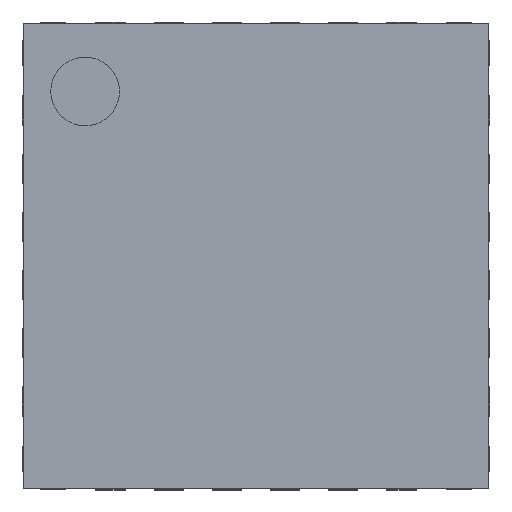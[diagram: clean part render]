
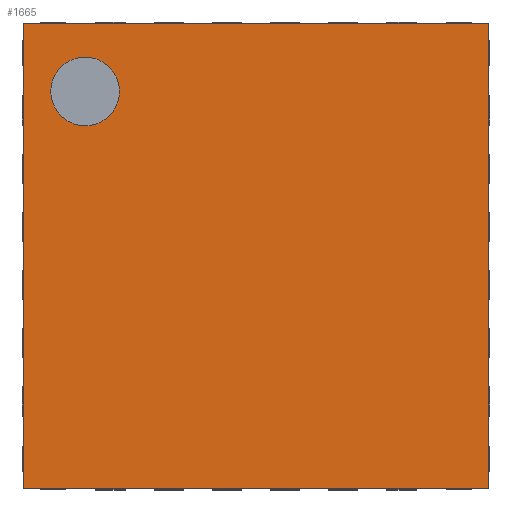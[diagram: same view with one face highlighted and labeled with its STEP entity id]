
A CAD part, top view. The second image highlights one B-rep face of the part: STEP entity #1665.
In plain terms, the highlighted planar face has unit normal (0, 0, 1).
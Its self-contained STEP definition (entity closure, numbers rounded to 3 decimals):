
#114 = EDGE_LOOP ( 'NONE', ( #13044, #1925 ) ) ;
#152 = B_SPLINE_CURVE_WITH_KNOTS ( 'NONE', 3,
 ( #12995, #2676, #7393, #611, #5146, #9725, #14263, #2890, #12119, #1872, #12028 ),
 .UNSPECIFIED., .F., .F.,
 ( 4, 1, 1, 1, 1, 1, 1, 1, 4 ),
 ( 0.5, 0.562, 0.625, 0.687, 0.75, 0.812, 0.875, 0.938, 1. ),
 .UNSPECIFIED. ) ;
#199 = DIRECTION ( 'NONE',  ( 0., -1., 0. ) ) ;
#513 = CARTESIAN_POINT ( 'NONE',  ( -1.173, 1.412, 0.95 ) ) ;
#611 = CARTESIAN_POINT ( 'NONE',  ( -1.682, 1.626, 0.95 ) ) ;
#1115 = VECTOR ( 'NONE', #199, 1000. ) ;
#1132 = VERTEX_POINT ( 'NONE', #8894 ) ;
#1164 = LINE ( 'NONE', #5718, #1115 ) ;
#1215 = CARTESIAN_POINT ( 'NONE',  ( -2., 2., 0.95 ) ) ;
#1655 = DIRECTION ( 'NONE',  ( 0., 0., 1. ) ) ;
#1665 = ADVANCED_FACE ( 'NONE', ( #7249, #4083 ), #11892, .T. ) ;
#1872 = CARTESIAN_POINT ( 'NONE',  ( -1.173, 1.451, 0.95 ) ) ;
#1925 = ORIENTED_EDGE ( 'NONE', *, *, #14470, .T. ) ;
#2418 = VERTEX_POINT ( 'NONE', #513 ) ;
#2472 = CARTESIAN_POINT ( 'NONE',  ( -1.352, 1.133, 0.95 ) ) ;
#2676 = CARTESIAN_POINT ( 'NONE',  ( -1.763, 1.451, 0.95 ) ) ;
#2890 = CARTESIAN_POINT ( 'NONE',  ( -1.254, 1.626, 0.95 ) ) ;
#3524 = LINE ( 'NONE', #9229, #9532 ) ;
#3751 = CARTESIAN_POINT ( 'NONE',  ( -2., -2., 0.95 ) ) ;
#4083 = FACE_BOUND ( 'NONE', #114, .T. ) ;
#4165 = CARTESIAN_POINT ( 'NONE',  ( -1.763, 1.412, 0.95 ) ) ;
#4691 = EDGE_CURVE ( 'NONE', #9629, #10396, #1164, .T. ) ;
#4886 = ORIENTED_EDGE ( 'NONE', *, *, #4956, .T. ) ;
#4956 = EDGE_CURVE ( 'NONE', #6991, #9629, #6737, .T. ) ;
#5087 = CARTESIAN_POINT ( 'NONE',  ( -1.584, 1.133, 0.95 ) ) ;
#5146 = CARTESIAN_POINT ( 'NONE',  ( -1.584, 1.691, 0.95 ) ) ;
#5241 = CARTESIAN_POINT ( 'NONE',  ( -1.763, 1.373, 0.95 ) ) ;
#5484 = DIRECTION ( 'NONE',  ( 0., 1., 0. ) ) ;
#5643 = CARTESIAN_POINT ( 'NONE',  ( -2., 2., 0.95 ) ) ;
#5718 = CARTESIAN_POINT ( 'NONE',  ( -2., 2., 0.95 ) ) ;
#6312 = CARTESIAN_POINT ( 'NONE',  ( -1.747, 1.296, 0.95 ) ) ;
#6447 = EDGE_CURVE ( 'NONE', #10396, #1132, #7165, .T. ) ;
#6701 = ORIENTED_EDGE ( 'NONE', *, *, #6447, .T. ) ;
#6737 = LINE ( 'NONE', #1215, #11370 ) ;
#6975 = CARTESIAN_POINT ( 'NONE',  ( -1.189, 1.296, 0.95 ) ) ;
#6991 = VERTEX_POINT ( 'NONE', #9942 ) ;
#7165 = LINE ( 'NONE', #8349, #14380 ) ;
#7249 = FACE_OUTER_BOUND ( 'NONE', #10215, .T. ) ;
#7393 = CARTESIAN_POINT ( 'NONE',  ( -1.747, 1.528, 0.95 ) ) ;
#7561 = CARTESIAN_POINT ( 'NONE',  ( -1.468, 1.11, 0.95 ) ) ;
#8169 = ORIENTED_EDGE ( 'NONE', *, *, #9631, .T. ) ;
#8349 = CARTESIAN_POINT ( 'NONE',  ( -2., -2., 0.95 ) ) ;
#8447 = CARTESIAN_POINT ( 'NONE',  ( -1.682, 1.198, 0.95 ) ) ;
#8894 = CARTESIAN_POINT ( 'NONE',  ( 2., -2., 0.95 ) ) ;
#8975 = EDGE_CURVE ( 'NONE', #2418, #9793, #11182, .T. ) ;
#9229 = CARTESIAN_POINT ( 'NONE',  ( 2., 2., 0.95 ) ) ;
#9532 = VECTOR ( 'NONE', #5484, 1000. ) ;
#9575 = DIRECTION ( 'NONE',  ( 1., 0., 0. ) ) ;
#9629 = VERTEX_POINT ( 'NONE', #5643 ) ;
#9631 = EDGE_CURVE ( 'NONE', #1132, #6991, #3524, .T. ) ;
#9725 = CARTESIAN_POINT ( 'NONE',  ( -1.468, 1.714, 0.95 ) ) ;
#9793 = VERTEX_POINT ( 'NONE', #12827 ) ;
#9942 = CARTESIAN_POINT ( 'NONE',  ( 2., 2., 0.95 ) ) ;
#10215 = EDGE_LOOP ( 'NONE', ( #8169, #4886, #13411, #6701 ) ) ;
#10396 = VERTEX_POINT ( 'NONE', #3751 ) ;
#10558 = CARTESIAN_POINT ( 'NONE',  ( -1.173, 1.373, 0.95 ) ) ;
#10617 = CARTESIAN_POINT ( 'NONE',  ( 0., 0., 0.95 ) ) ;
#10979 = AXIS2_PLACEMENT_3D ( 'NONE', #10617, #1655, #9575 ) ;
#11182 = B_SPLINE_CURVE_WITH_KNOTS ( 'NONE', 3,
 ( #12951, #10558, #6975, #13845, #2472, #7561, #5087, #8447, #6312, #5241, #4165 ),
 .UNSPECIFIED., .F., .F.,
 ( 4, 1, 1, 1, 1, 1, 1, 1, 4 ),
 ( 0., 0.063, 0.125, 0.188, 0.25, 0.313, 0.375, 0.438, 0.5 ),
 .UNSPECIFIED. ) ;
#11370 = VECTOR ( 'NONE', #11506, 1000. ) ;
#11506 = DIRECTION ( 'NONE',  ( -1., 0., 0. ) ) ;
#11715 = DIRECTION ( 'NONE',  ( 1., 0., 0. ) ) ;
#11892 = PLANE ( 'NONE',  #10979 ) ;
#12028 = CARTESIAN_POINT ( 'NONE',  ( -1.173, 1.412, 0.95 ) ) ;
#12119 = CARTESIAN_POINT ( 'NONE',  ( -1.189, 1.528, 0.95 ) ) ;
#12827 = CARTESIAN_POINT ( 'NONE',  ( -1.763, 1.412, 0.95 ) ) ;
#12951 = CARTESIAN_POINT ( 'NONE',  ( -1.173, 1.412, 0.95 ) ) ;
#12995 = CARTESIAN_POINT ( 'NONE',  ( -1.763, 1.412, 0.95 ) ) ;
#13044 = ORIENTED_EDGE ( 'NONE', *, *, #8975, .T. ) ;
#13411 = ORIENTED_EDGE ( 'NONE', *, *, #4691, .T. ) ;
#13845 = CARTESIAN_POINT ( 'NONE',  ( -1.254, 1.198, 0.95 ) ) ;
#14263 = CARTESIAN_POINT ( 'NONE',  ( -1.352, 1.691, 0.95 ) ) ;
#14380 = VECTOR ( 'NONE', #11715, 1000. ) ;
#14470 = EDGE_CURVE ( 'NONE', #9793, #2418, #152, .T. ) ;
